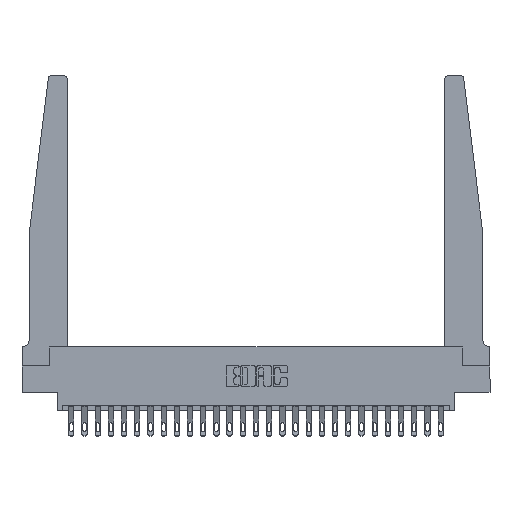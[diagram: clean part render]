
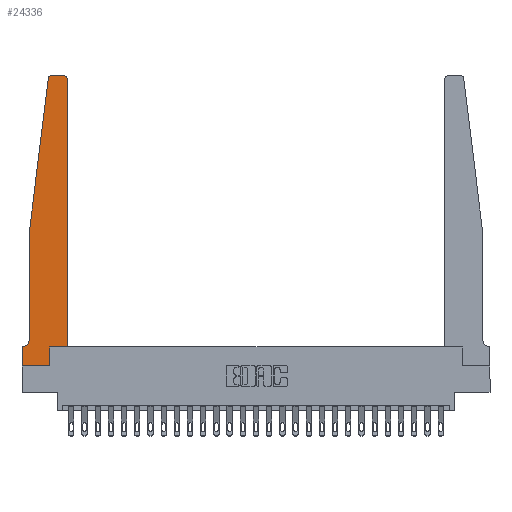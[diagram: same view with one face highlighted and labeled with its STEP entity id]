
A CAD part, top view. The second image highlights one B-rep face of the part: STEP entity #24336.
In plain terms, the highlighted planar face has unit normal (0, 0, 1).
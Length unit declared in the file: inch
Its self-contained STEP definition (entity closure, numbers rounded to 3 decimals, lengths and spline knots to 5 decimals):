
#95 = CARTESIAN_POINT ( 'NONE',  ( 0.065, 1.25, 0.37 ) ) ;
#122 = CARTESIAN_POINT ( 'NONE',  ( 0.2605, 0.18, 0.37 ) ) ;
#132 = VERTEX_POINT ( 'NONE', #3144 ) ;
#382 = VERTEX_POINT ( 'NONE', #8494 ) ;
#686 = CIRCLE ( 'NONE', #2812, 0.05 ) ;
#862 = EDGE_CURVE ( 'NONE', #9947, #4034, #17525, .T. ) ;
#864 = DIRECTION ( 'NONE',  ( 0., 1., 0. ) ) ;
#943 = ORIENTED_EDGE ( 'NONE', *, *, #24680, .T. ) ;
#1347 = EDGE_CURVE ( 'NONE', #132, #22724, #11952, .T. ) ;
#1741 = DIRECTION ( 'NONE',  ( -0.122, -0.992, 0. ) ) ;
#2466 = CARTESIAN_POINT ( 'NONE',  ( 0.24675, 2.72367, 0.37 ) ) ;
#2812 = AXIS2_PLACEMENT_3D ( 'NONE', #24673, #18925, #22804 ) ;
#2825 = LINE ( 'NONE', #4833, #20183 ) ;
#3033 = ORIENTED_EDGE ( 'NONE', *, *, #23528, .T. ) ;
#3135 = DIRECTION ( 'NONE',  ( 0., 0., 1. ) ) ;
#3144 = CARTESIAN_POINT ( 'NONE',  ( 0., 0., 0.37 ) ) ;
#3256 = VECTOR ( 'NONE', #25718, 39.37008 ) ;
#3649 = FACE_OUTER_BOUND ( 'NONE', #22848, .T. ) ;
#3683 = ORIENTED_EDGE ( 'NONE', *, *, #22941, .T. ) ;
#4034 = VERTEX_POINT ( 'NONE', #11208 ) ;
#4288 = ORIENTED_EDGE ( 'NONE', *, *, #1347, .T. ) ;
#4833 = CARTESIAN_POINT ( 'NONE',  ( 0.25, 2.75, 0.37 ) ) ;
#4871 = CARTESIAN_POINT ( 'NONE',  ( 0.065, 0.2375, 0.37 ) ) ;
#5299 = CARTESIAN_POINT ( 'NONE',  ( 0.425, 0.18, 0.37 ) ) ;
#5433 = VERTEX_POINT ( 'NONE', #4871 ) ;
#5466 = DIRECTION ( 'NONE',  ( 0., 0., 1. ) ) ;
#5750 = DIRECTION ( 'NONE',  ( 1., 0., 0. ) ) ;
#5994 = VECTOR ( 'NONE', #7303, 39.37008 ) ;
#6225 = CIRCLE ( 'NONE', #18964, 0.03 ) ;
#6468 = LINE ( 'NONE', #6595, #7463 ) ;
#6595 = CARTESIAN_POINT ( 'NONE',  ( 0.2605, 0.18, 0.37 ) ) ;
#7224 = ORIENTED_EDGE ( 'NONE', *, *, #21964, .T. ) ;
#7228 = DIRECTION ( 'NONE',  ( -1., 0., 0. ) ) ;
#7289 = DIRECTION ( 'NONE',  ( 1., 0., 0. ) ) ;
#7303 = DIRECTION ( 'NONE',  ( -1., 0., 0. ) ) ;
#7400 = CARTESIAN_POINT ( 'NONE',  ( 0.27653, 2.72, 0.37 ) ) ;
#7463 = VECTOR ( 'NONE', #864, 39.37008 ) ;
#7741 = PLANE ( 'NONE',  #8802 ) ;
#7983 = DIRECTION ( 'NONE',  ( 1., 0., 0. ) ) ;
#8494 = CARTESIAN_POINT ( 'NONE',  ( 0.27653, 2.75, 0.37 ) ) ;
#8802 = AXIS2_PLACEMENT_3D ( 'NONE', #18241, #26267, #5750 ) ;
#9186 = CARTESIAN_POINT ( 'NONE',  ( 0., 0., 0.37 ) ) ;
#9231 = CIRCLE ( 'NONE', #25805, 0.03 ) ;
#9947 = VERTEX_POINT ( 'NONE', #12150 ) ;
#11183 = ORIENTED_EDGE ( 'NONE', *, *, #14530, .T. ) ;
#11208 = CARTESIAN_POINT ( 'NONE',  ( 0., 0.1875, 0.37 ) ) ;
#11719 = CARTESIAN_POINT ( 'NONE',  ( 0.425, 0.18, 0.37 ) ) ;
#11942 = CARTESIAN_POINT ( 'NONE',  ( 0.065, 1.25, 0.37 ) ) ;
#11952 = LINE ( 'NONE', #9186, #25136 ) ;
#12150 = CARTESIAN_POINT ( 'NONE',  ( 0.015, 0.1875, 0.37 ) ) ;
#12508 = VECTOR ( 'NONE', #25891, 39.37008 ) ;
#13123 = VERTEX_POINT ( 'NONE', #19989 ) ;
#13349 = VERTEX_POINT ( 'NONE', #122 ) ;
#13498 = LINE ( 'NONE', #19368, #21680 ) ;
#13737 = EDGE_CURVE ( 'NONE', #13123, #5433, #14207, .T. ) ;
#13742 = ORIENTED_EDGE ( 'NONE', *, *, #18089, .T. ) ;
#14125 = ORIENTED_EDGE ( 'NONE', *, *, #24161, .T. ) ;
#14207 = LINE ( 'NONE', #95, #23630 ) ;
#14530 = EDGE_CURVE ( 'NONE', #13349, #18903, #17750, .T. ) ;
#14591 = VERTEX_POINT ( 'NONE', #24797 ) ;
#16512 = CARTESIAN_POINT ( 'NONE',  ( 0.425, 2.72, 0.37 ) ) ;
#17430 = EDGE_CURVE ( 'NONE', #21079, #13123, #26241, .T. ) ;
#17525 = LINE ( 'NONE', #22049, #5994 ) ;
#17750 = LINE ( 'NONE', #11719, #12508 ) ;
#18073 = CARTESIAN_POINT ( 'NONE',  ( 0.395, 2.72, 0.37 ) ) ;
#18089 = EDGE_CURVE ( 'NONE', #18903, #25801, #13498, .T. ) ;
#18241 = CARTESIAN_POINT ( 'NONE',  ( 0., 0.1875, 0.37 ) ) ;
#18391 = CARTESIAN_POINT ( 'NONE',  ( 0.2605, 0., 0.37 ) ) ;
#18903 = VERTEX_POINT ( 'NONE', #5299 ) ;
#18925 = DIRECTION ( 'NONE',  ( 0., 0., -1. ) ) ;
#18964 = AXIS2_PLACEMENT_3D ( 'NONE', #7400, #3135, #7289 ) ;
#19368 = CARTESIAN_POINT ( 'NONE',  ( 0.425, 0.18, 0.37 ) ) ;
#19543 = ORIENTED_EDGE ( 'NONE', *, *, #17430, .T. ) ;
#19959 = DIRECTION ( 'NONE',  ( 1., 0., 0. ) ) ;
#19989 = CARTESIAN_POINT ( 'NONE',  ( 0.065, 1.25, 0.37 ) ) ;
#20183 = VECTOR ( 'NONE', #7228, 39.37008 ) ;
#21079 = VERTEX_POINT ( 'NONE', #2466 ) ;
#21628 = DIRECTION ( 'NONE',  ( 0., 1., 0. ) ) ;
#21680 = VECTOR ( 'NONE', #21628, 39.37008 ) ;
#21964 = EDGE_CURVE ( 'NONE', #382, #21079, #6225, .T. ) ;
#22049 = CARTESIAN_POINT ( 'NONE',  ( 0.065, 0.1875, 0.37 ) ) ;
#22487 = DIRECTION ( 'NONE',  ( 0., -1., 0. ) ) ;
#22724 = VERTEX_POINT ( 'NONE', #18391 ) ;
#22804 = DIRECTION ( 'NONE',  ( -1., 0., 0. ) ) ;
#22848 = EDGE_LOOP ( 'NONE', ( #3683, #7224, #19543, #24621, #25635, #26231, #14125, #4288, #3033, #11183, #13742, #943 ) ) ;
#22941 = EDGE_CURVE ( 'NONE', #14591, #382, #2825, .T. ) ;
#23528 = EDGE_CURVE ( 'NONE', #22724, #13349, #6468, .T. ) ;
#23630 = VECTOR ( 'NONE', #22487, 39.37008 ) ;
#24044 = EDGE_CURVE ( 'NONE', #5433, #9947, #686, .T. ) ;
#24161 = EDGE_CURVE ( 'NONE', #4034, #132, #25212, .T. ) ;
#24336 = ADVANCED_FACE ( 'NONE', ( #3649 ), #7741, .T. ) ;
#24621 = ORIENTED_EDGE ( 'NONE', *, *, #13737, .T. ) ;
#24673 = CARTESIAN_POINT ( 'NONE',  ( 0.015, 0.2375, 0.37 ) ) ;
#24680 = EDGE_CURVE ( 'NONE', #25801, #14591, #9231, .T. ) ;
#24797 = CARTESIAN_POINT ( 'NONE',  ( 0.395, 2.75, 0.37 ) ) ;
#25136 = VECTOR ( 'NONE', #19959, 39.37008 ) ;
#25163 = VECTOR ( 'NONE', #1741, 39.37008 ) ;
#25212 = LINE ( 'NONE', #25479, #3256 ) ;
#25479 = CARTESIAN_POINT ( 'NONE',  ( 0., 0., 0.37 ) ) ;
#25635 = ORIENTED_EDGE ( 'NONE', *, *, #24044, .T. ) ;
#25718 = DIRECTION ( 'NONE',  ( 0., -1., 0. ) ) ;
#25801 = VERTEX_POINT ( 'NONE', #16512 ) ;
#25805 = AXIS2_PLACEMENT_3D ( 'NONE', #18073, #5466, #7983 ) ;
#25891 = DIRECTION ( 'NONE',  ( 1., 0., 0. ) ) ;
#26231 = ORIENTED_EDGE ( 'NONE', *, *, #862, .T. ) ;
#26241 = LINE ( 'NONE', #11942, #25163 ) ;
#26267 = DIRECTION ( 'NONE',  ( 0., 0., 1. ) ) ;
